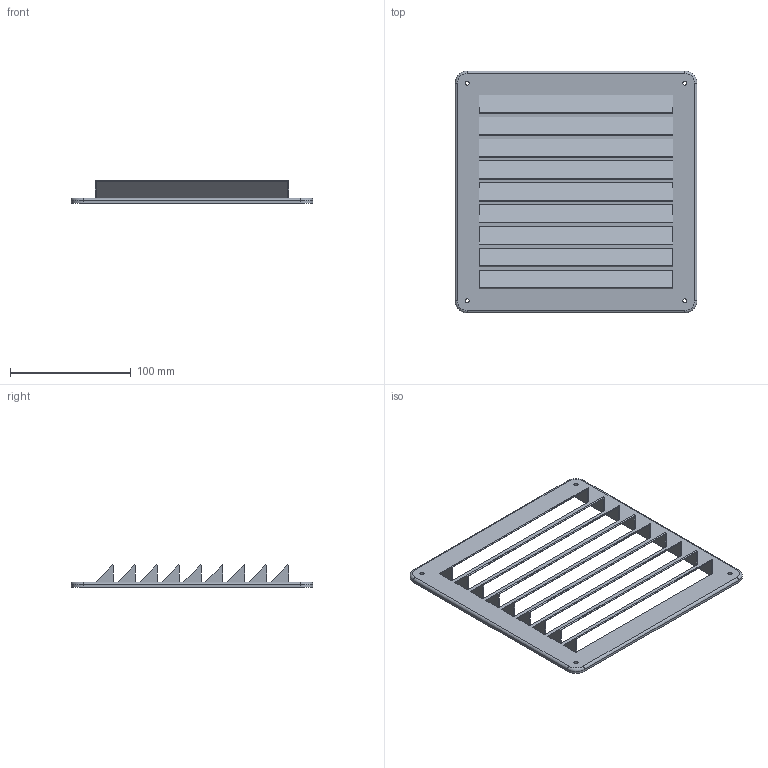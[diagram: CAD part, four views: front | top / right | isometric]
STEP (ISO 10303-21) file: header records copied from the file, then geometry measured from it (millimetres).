
FILE_DESCRIPTION(('FreeCAD Model'),'2;1');
FILE_NAME('Open CASCADE Shape Model','2025-04-08T14:41:17',(''),(''), 'Open CASCADE STEP processor 7.8','FreeCAD','Unknown');
FILE_SCHEMA(('AUTOMOTIVE_DESIGN { 1 0 10303 214 1 1 1 1 }'));
Length unit declared in the file: millimetre
Products named in the file (1): holder
Bounding box: 200 x 200 x 18.29 mm (x, y, z)
Volume: 82756.4 mm3; surface area: 109225.7 mm2
Topology: 1 solids, 1 shells, 121 faces, 310 edges, 192 vertices
Faces by surface type: plane 101, cylinder 16, torus 4
Full cylindrical faces by diameter (mm): 3.5 x4
Entity records: 3642 total; most frequent: CARTESIAN_POINT 624, ORIENTED_EDGE 620, DIRECTION 590, EDGE_CURVE 310, LINE 274, VECTOR 274, VERTEX_POINT 192, AXIS2_PLACEMENT_3D 158
